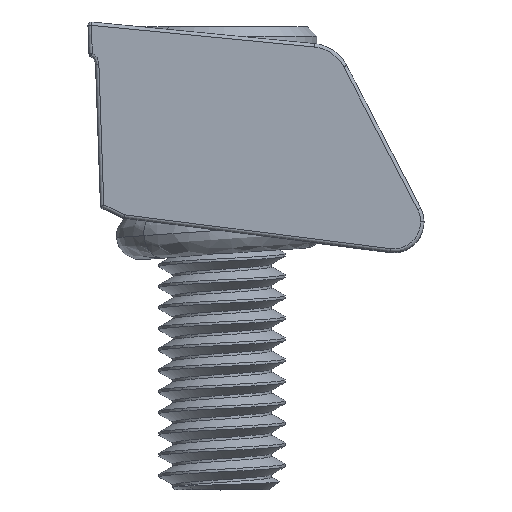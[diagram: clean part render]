
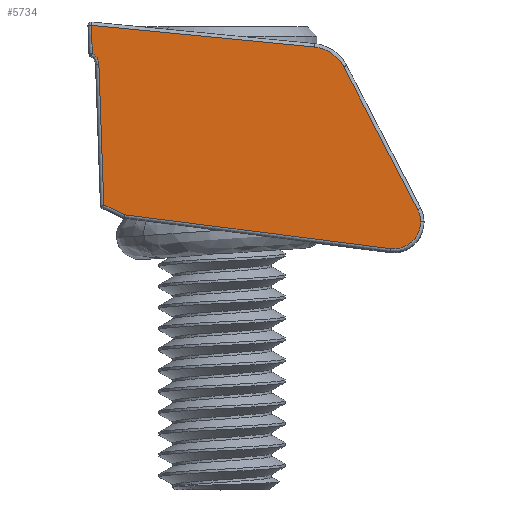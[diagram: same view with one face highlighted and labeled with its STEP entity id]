
A CAD part, top view. The second image highlights one B-rep face of the part: STEP entity #5734.
In plain terms, the highlighted planar face has unit normal (0, 0, 1).
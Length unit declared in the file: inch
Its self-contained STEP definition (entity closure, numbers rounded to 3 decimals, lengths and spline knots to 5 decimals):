
#105 = DIRECTION ( 'NONE',  ( -0.035, 0.999, 0. ) ) ;
#147 = ORIENTED_EDGE ( 'NONE', *, *, #7905, .F. ) ;
#273 = CARTESIAN_POINT ( 'NONE',  ( 1.04622, -0.56996, 0.5 ) ) ;
#380 = AXIS2_PLACEMENT_3D ( 'NONE', #993, #3461, #7846 ) ;
#437 = CARTESIAN_POINT ( 'NONE',  ( 0.07486, -0.09408, 0.5 ) ) ;
#498 = EDGE_CURVE ( 'NONE', #1747, #8855, #4731, .T. ) ;
#592 = CARTESIAN_POINT ( 'NONE',  ( 1.05, -0.64682, 0.5 ) ) ;
#630 = DIRECTION ( 'NONE',  ( -0.992, 0.127, 0. ) ) ;
#711 = ORIENTED_EDGE ( 'NONE', *, *, #9701, .F. ) ;
#751 = CARTESIAN_POINT ( 'NONE',  ( 0.76916, -0.08488, 0.5 ) ) ;
#774 = CARTESIAN_POINT ( 'NONE',  ( 0.08069, -0.09755, 0.5 ) ) ;
#816 = CARTESIAN_POINT ( 'NONE',  ( 0.11176, -0.62507, 0.5 ) ) ;
#820 = LINE ( 'NONE', #3841, #3447 ) ;
#895 = VERTEX_POINT ( 'NONE', #9308 ) ;
#993 = CARTESIAN_POINT ( 'NONE',  ( 0.97, -0.5951, 0.5 ) ) ;
#1105 = DIRECTION ( 'NONE',  ( 0.46, -0.888, 0. ) ) ;
#1344 = CARTESIAN_POINT ( 'NONE',  ( 0.80906, -0.11568, 0.5 ) ) ;
#1377 = CARTESIAN_POINT ( 'NONE',  ( 0.95988, -0.67446, 0.5 ) ) ;
#1389 = CARTESIAN_POINT ( 'NONE',  ( 0.7343, -0.07557, 0.5 ) ) ;
#1461 = LINE ( 'NONE', #2751, #8708 ) ;
#1465 = VERTEX_POINT ( 'NONE', #6637 ) ;
#1478 = ORIENTED_EDGE ( 'NONE', *, *, #2720, .F. ) ;
#1555 = CARTESIAN_POINT ( 'NONE',  ( 0.09228, -0.11392, 0.5 ) ) ;
#1685 = CARTESIAN_POINT ( 'NONE',  ( 1.05, -0.58873, 0.5 ) ) ;
#1747 = VERTEX_POINT ( 'NONE', #437 ) ;
#2011 = DIRECTION ( 'NONE',  ( -0.903, 0.43, 0. ) ) ;
#2066 = CARTESIAN_POINT ( 'NONE',  ( 1.05, -0.5951, 0.5 ) ) ;
#2136 = CARTESIAN_POINT ( 'NONE',  ( 0.81182, -0.11922, 0.5 ) ) ;
#2228 = CARTESIAN_POINT ( 'NONE',  ( 0.80766, -0.114, 0.5 ) ) ;
#2340 = VERTEX_POINT ( 'NONE', #7849 ) ;
#2349 = EDGE_CURVE ( 'NONE', #3418, #5655, #3714, .T. ) ;
#2377 = CARTESIAN_POINT ( 'NONE',  ( 1.05, -0.5951, 0.5 ) ) ;
#2720 = EDGE_CURVE ( 'NONE', #7193, #1465, #8769, .T. ) ;
#2751 = CARTESIAN_POINT ( 'NONE',  ( 1.01781, -0.10312, 0.5 ) ) ;
#2827 = LINE ( 'NONE', #5820, #8563 ) ;
#2877 = VERTEX_POINT ( 'NONE', #8758 ) ;
#2880 = CARTESIAN_POINT ( 'NONE',  ( 0.78144, -0.09133, 0.5 ) ) ;
#2907 = CARTESIAN_POINT ( 'NONE',  ( 0.08535, -0.10223, 0.5 ) ) ;
#3237 = EDGE_CURVE ( 'NONE', #1465, #2340, #7569, .T. ) ;
#3272 = CARTESIAN_POINT ( 'NONE',  ( 1.04103, -0.55828, 0.5 ) ) ;
#3418 = VERTEX_POINT ( 'NONE', #8295 ) ;
#3447 = VECTOR ( 'NONE', #630, 39.37008 ) ;
#3461 = DIRECTION ( 'NONE',  ( 0., 0., 1. ) ) ;
#3493 = VECTOR ( 'NONE', #2011, 39.37008 ) ;
#3515 = VECTOR ( 'NONE', #105, 39.37008 ) ;
#3553 = CARTESIAN_POINT ( 'NONE',  ( 1.01118, -0.681, 0.5 ) ) ;
#3617 = CARTESIAN_POINT ( 'NONE',  ( 0.75204, -0.07839, 0.5 ) ) ;
#3714 = B_SPLINE_CURVE_WITH_KNOTS ( 'NONE', 3,
 ( #2377, #1685, #7797, #273, #9238, #3272 ),
 .UNSPECIFIED., .F., .F.,
 ( 4, 2, 4 ),
 ( 0., 0.5, 1. ),
 .UNSPECIFIED. ) ;
#3841 = CARTESIAN_POINT ( 'NONE',  ( 0.95988, -0.67446, 0.5 ) ) ;
#3842 = EDGE_CURVE ( 'NONE', #6123, #2877, #6246, .T. ) ;
#3860 = B_SPLINE_CURVE_WITH_KNOTS ( 'NONE', 3,
 ( #7573, #774, #2907, #1555, #4564, #8970 ),
 .UNSPECIFIED., .F., .F.,
 ( 4, 2, 4 ),
 ( 0., 0.5, 1. ),
 .UNSPECIFIED. ) ;
#4005 = CARTESIAN_POINT ( 'NONE',  ( 0.07051, 0.03035, 0.5 ) ) ;
#4065 = FACE_OUTER_BOUND ( 'NONE', #8190, .T. ) ;
#4152 = ORIENTED_EDGE ( 'NONE', *, *, #498, .F. ) ;
#4564 = CARTESIAN_POINT ( 'NONE',  ( 0.09413, -0.12025, 0.5 ) ) ;
#4612 = ORIENTED_EDGE ( 'NONE', *, *, #2349, .T. ) ;
#4731 = LINE ( 'NONE', #4005, #3515 ) ;
#4907 = DIRECTION ( 'NONE',  ( -0.035, 0.999, 0. ) ) ;
#5120 =( BOUNDED_CURVE ( )  B_SPLINE_CURVE ( 3, ( #2066, #592, #3553, #1377 ),
 .UNSPECIFIED., .F., .F. ) 
 B_SPLINE_CURVE_WITH_KNOTS ( ( 4, 4 ),
 ( 0., 1. ),
 .UNSPECIFIED. ) 
 CURVE ( )  GEOMETRIC_REPRESENTATION_ITEM ( )  RATIONAL_B_SPLINE_CURVE ( ( 1., 0.774, 0.774, 1. ) ) 
 REPRESENTATION_ITEM ( '' )  );
#5145 = CARTESIAN_POINT ( 'NONE',  ( 0.77545, -0.08781, 0.5 ) ) ;
#5655 = VERTEX_POINT ( 'NONE', #7512 ) ;
#5704 = CARTESIAN_POINT ( 'NONE',  ( 0.83065, -0.88779, 0.5 ) ) ;
#5734 = ADVANCED_FACE ( 'NONE', ( #4065 ), #7794, .T. ) ;
#5820 = CARTESIAN_POINT ( 'NONE',  ( 1.04103, -0.55828, 0.5 ) ) ;
#5878 = CARTESIAN_POINT ( 'NONE',  ( 0.81579, -0.12465, 0.5 ) ) ;
#6123 = VERTEX_POINT ( 'NONE', #8602 ) ;
#6246 = B_SPLINE_CURVE_WITH_KNOTS ( 'NONE', 3,
 ( #9729, #8992, #5878, #2136, #1344, #2228, #9039, #6708, #2880, #5145, #751, #6656, #7313, #3617, #8152, #1389 ),
 .UNSPECIFIED., .F., .F.,
 ( 4, 1, 2, 2, 2, 1, 2, 2, 4 ),
 ( 0., 0.125, 0.1875, 0.25, 0.5, 0.625, 0.6875, 0.75, 1. ),
 .UNSPECIFIED. ) ;
#6248 = ORIENTED_EDGE ( 'NONE', *, *, #3237, .F. ) ;
#6312 = ORIENTED_EDGE ( 'NONE', *, *, #8847, .F. ) ;
#6378 = ORIENTED_EDGE ( 'NONE', *, *, #9243, .F. ) ;
#6637 = CARTESIAN_POINT ( 'NONE',  ( 0.10894, -0.54418, 0.5 ) ) ;
#6656 = CARTESIAN_POINT ( 'NONE',  ( 0.7649, -0.08305, 0.5 ) ) ;
#6708 = CARTESIAN_POINT ( 'NONE',  ( 0.793, -0.09916, 0.5 ) ) ;
#6781 = VECTOR ( 'NONE', #4907, 39.37008 ) ;
#7193 = VERTEX_POINT ( 'NONE', #8846 ) ;
#7313 = CARTESIAN_POINT ( 'NONE',  ( 0.76266, -0.08218, 0.5 ) ) ;
#7512 = CARTESIAN_POINT ( 'NONE',  ( 1.04103, -0.55828, 0.5 ) ) ;
#7569 = LINE ( 'NONE', #816, #6781 ) ;
#7573 = CARTESIAN_POINT ( 'NONE',  ( 0.07486, -0.09408, 0.5 ) ) ;
#7794 = PLANE ( 'NONE',  #380 ) ;
#7797 = CARTESIAN_POINT ( 'NONE',  ( 1.04922, -0.58234, 0.5 ) ) ;
#7846 = DIRECTION ( 'NONE',  ( 1., 0., 0. ) ) ;
#7849 = CARTESIAN_POINT ( 'NONE',  ( 0.09437, -0.12705, 0.5 ) ) ;
#7850 = EDGE_CURVE ( 'NONE', #1747, #2340, #3860, .T. ) ;
#7905 = EDGE_CURVE ( 'NONE', #895, #7193, #820, .T. ) ;
#8152 = CARTESIAN_POINT ( 'NONE',  ( 0.74329, -0.07644, 0.5 ) ) ;
#8190 = EDGE_LOOP ( 'NONE', ( #4612, #711, #8797, #6378, #4152, #9438, #6248, #1478, #147, #6312 ) ) ;
#8295 = CARTESIAN_POINT ( 'NONE',  ( 1.05, -0.5951, 0.5 ) ) ;
#8563 = VECTOR ( 'NONE', #1105, 39.37008 ) ;
#8602 = CARTESIAN_POINT ( 'NONE',  ( 0.82132, -0.13443, 0.5 ) ) ;
#8708 = VECTOR ( 'NONE', #8863, 39.37008 ) ;
#8758 = CARTESIAN_POINT ( 'NONE',  ( 0.7343, -0.07557, 0.5 ) ) ;
#8769 = LINE ( 'NONE', #5704, #3493 ) ;
#8797 = ORIENTED_EDGE ( 'NONE', *, *, #3842, .T. ) ;
#8846 = CARTESIAN_POINT ( 'NONE',  ( 0.17125, -0.57385, 0.5 ) ) ;
#8847 = EDGE_CURVE ( 'NONE', #3418, #895, #5120, .T. ) ;
#8855 = VERTEX_POINT ( 'NONE', #9615 ) ;
#8863 = DIRECTION ( 'NONE',  ( 0.995, -0.097, 0. ) ) ;
#8970 = CARTESIAN_POINT ( 'NONE',  ( 0.09437, -0.12705, 0.5 ) ) ;
#8992 = CARTESIAN_POINT ( 'NONE',  ( 0.81924, -0.13043, 0.5 ) ) ;
#9039 = CARTESIAN_POINT ( 'NONE',  ( 0.79997, -0.10528, 0.5 ) ) ;
#9238 = CARTESIAN_POINT ( 'NONE',  ( 1.04399, -0.564, 0.5 ) ) ;
#9243 = EDGE_CURVE ( 'NONE', #8855, #2877, #1461, .T. ) ;
#9308 = CARTESIAN_POINT ( 'NONE',  ( 0.95988, -0.67446, 0.5 ) ) ;
#9438 = ORIENTED_EDGE ( 'NONE', *, *, #7850, .T. ) ;
#9615 = CARTESIAN_POINT ( 'NONE',  ( 0.07196, -0.01121, 0.5 ) ) ;
#9701 = EDGE_CURVE ( 'NONE', #6123, #5655, #2827, .T. ) ;
#9729 = CARTESIAN_POINT ( 'NONE',  ( 0.82132, -0.13443, 0.5 ) ) ;
